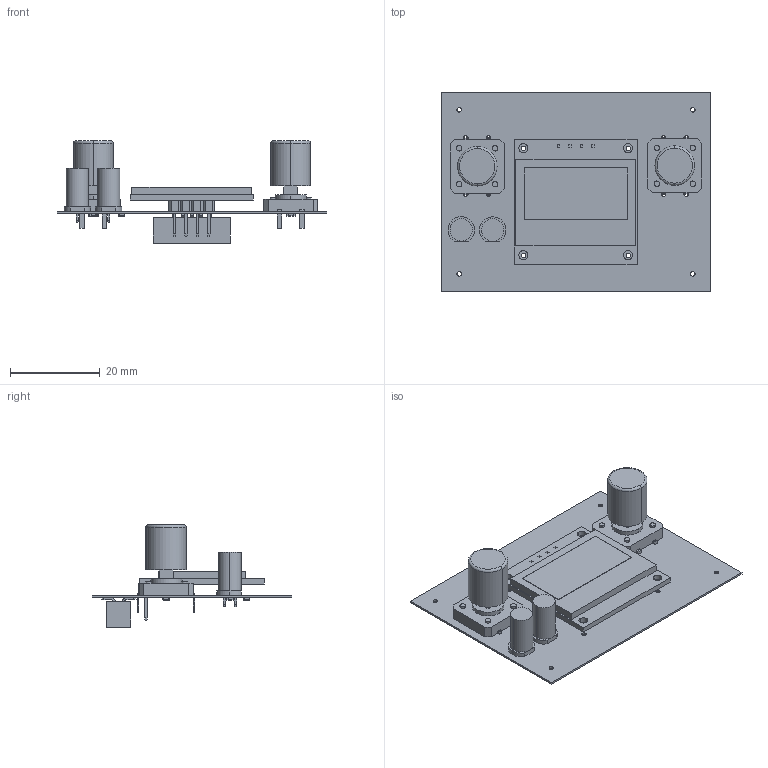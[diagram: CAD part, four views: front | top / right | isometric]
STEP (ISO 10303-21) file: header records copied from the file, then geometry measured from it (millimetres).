
FILE_DESCRIPTION(('Open CASCADE Model'),'2;1');
FILE_NAME('Open CASCADE Shape Model','2017-07-01T14:15:45',('Author'),( 'Open CASCADE'),'Open CASCADE STEP processor 6.8','Open CASCADE 6.8' ,'Unknown');
FILE_SCHEMA(('AUTOMOTIVE_DESIGN { 1 0 10303 214 1 1 1 1 }'));
Length unit declared in the file: millimetre
Products named in the file (29): PCB; Board; BTN2; Tact12x12; BTN1; R2; 0805resistor; R1; LED2; LED5mm_THT_plaskie_czolo_RED; LED5mm_THT_plaskie_czolo; pin_0.5_2.5mm; LED1; LED5mm_THT_plaskie_czolo_GREEN; DISP1; SD1306_128x64; goldpin_2.54_plastik; plastik_goldpin_2.54; pin0.6_5.5mm; CON1; IDC10_2mm_SMT_DS1014-10MF1B; IDC10_2mm_obudowa; IDC_2mm_pin_SMT; C2; 0805capacitor; C1
Assembly tree (45 placements, depth 5):
  PCB
    Board
    BTN2
      Tact12x12
    BTN1
      Tact12x12
    R2
      0805resistor
    R1
      0805resistor
    LED2
      LED5mm_THT_plaskie_czolo_RED
        LED5mm_THT_plaskie_czolo
        pin_0.5_2.5mm  x2
    LED1
      LED5mm_THT_plaskie_czolo_GREEN
        LED5mm_THT_plaskie_czolo
        pin_0.5_2.5mm  x2
    DISP1
      SD1306_128x64
        SD1306_128x64
        goldpin_2.54_plastik  x4
          plastik_goldpin_2.54
          pin0.6_5.5mm
    CON1
      IDC10_2mm_SMT_DS1014-10MF1B
        IDC10_2mm_obudowa
        IDC_2mm_pin_SMT  x10
    C2
      0805capacitor
    C1
      0805capacitor
Bounding box: 60 x 44.45 x 22.71 mm (x, y, z)
Volume: 5553.1 mm3; surface area: 10469.6 mm2
Topology: 33 solids, 33 shells, 888 faces, 2052 edges, 1254 vertices
Faces by surface type: plane 558, cylinder 198, bspline 96, sphere 32, torus 4
Full cylindrical faces by diameter (mm): 0.6 x4, 0.8 x4, 1 x16
Entity records: 16365 total; most frequent: CARTESIAN_POINT 4253, ORIENTED_EDGE 2008, DIRECTION 2004, EDGE_CURVE 1004, LINE 678, VECTOR 678, AXIS2_PLACEMENT_3D 663, VERTEX_POINT 624
